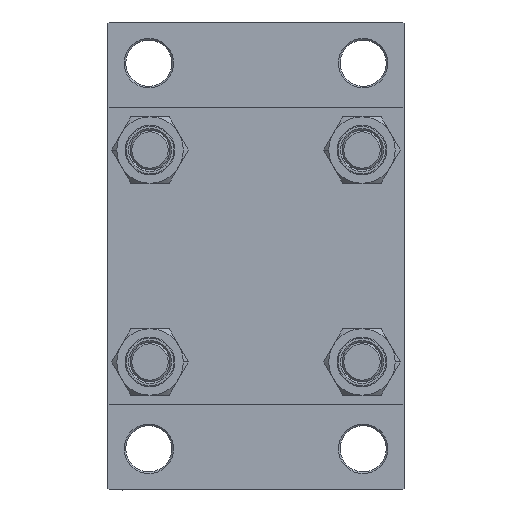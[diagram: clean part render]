
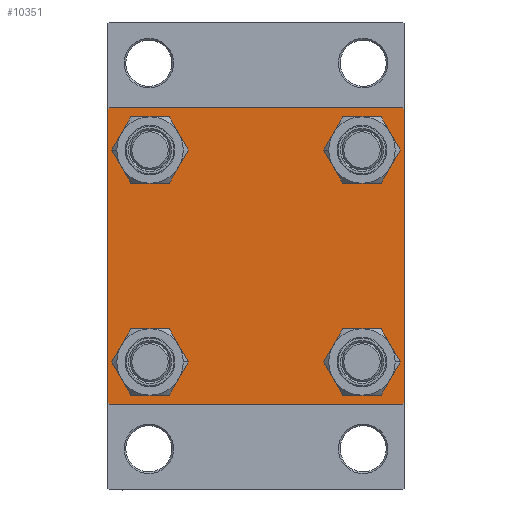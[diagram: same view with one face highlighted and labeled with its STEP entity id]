
A CAD part, left-side view. The second image highlights one B-rep face of the part: STEP entity #10351.
In plain terms, the highlighted planar face has unit normal (-1, 0, 0).
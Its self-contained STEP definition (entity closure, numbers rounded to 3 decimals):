
#174 = CARTESIAN_POINT ( 'NONE',  ( 0., 0., 0. ) ) ;
#587 = DIRECTION ( 'NONE',  ( 0., -1., 0. ) ) ;
#949 = ORIENTED_EDGE ( 'NONE', *, *, #38253, .T. ) ;
#1206 = VERTEX_POINT ( 'NONE', #44422 ) ;
#1502 = ORIENTED_EDGE ( 'NONE', *, *, #2145, .T. ) ;
#1980 = EDGE_LOOP ( 'NONE', ( #16735, #38776, #14937, #1502, #28246, #37623, #29854, #16337 ) ) ;
#2131 = FACE_BOUND ( 'NONE', #46946, .T. ) ;
#2145 = EDGE_CURVE ( 'NONE', #5769, #1206, #8216, .T. ) ;
#2410 = VERTEX_POINT ( 'NONE', #3829 ) ;
#2601 = LINE ( 'NONE', #23827, #29380 ) ;
#2712 = CARTESIAN_POINT ( 'NONE',  ( 0., -32.15, 32.15 ) ) ;
#2864 = CARTESIAN_POINT ( 'NONE',  ( 0., 32.15, -38.65 ) ) ;
#3590 = CIRCLE ( 'NONE', #12054, 6.5 ) ;
#3829 = CARTESIAN_POINT ( 'NONE',  ( 0., 45., -44.5 ) ) ;
#4258 = VERTEX_POINT ( 'NONE', #2864 ) ;
#4529 = VECTOR ( 'NONE', #587, 1000. ) ;
#4656 = CARTESIAN_POINT ( 'NONE',  ( 0., -32.15, 25.65 ) ) ;
#5089 = EDGE_CURVE ( 'NONE', #12451, #19776, #16693, .T. ) ;
#5769 = VERTEX_POINT ( 'NONE', #26752 ) ;
#6232 = CARTESIAN_POINT ( 'NONE',  ( 0., -32.15, -38.65 ) ) ;
#6888 = CARTESIAN_POINT ( 'NONE',  ( 0., -32.15, 38.65 ) ) ;
#8095 = AXIS2_PLACEMENT_3D ( 'NONE', #23756, #18421, #17463 ) ;
#8127 = VERTEX_POINT ( 'NONE', #41948 ) ;
#8216 = LINE ( 'NONE', #22205, #47035 ) ;
#9007 = DIRECTION ( 'NONE',  ( 0., 0., 1. ) ) ;
#9043 = EDGE_CURVE ( 'NONE', #8127, #5769, #15459, .T. ) ;
#9070 = DIRECTION ( 'NONE',  ( 1., 0., 0. ) ) ;
#9105 = EDGE_CURVE ( 'NONE', #30574, #19426, #37143, .T. ) ;
#9412 = EDGE_LOOP ( 'NONE', ( #24204, #44414 ) ) ;
#9960 = EDGE_CURVE ( 'NONE', #21501, #20886, #20019, .T. ) ;
#10351 = ADVANCED_FACE ( 'NONE', ( #27681, #42375, #20458, #2131, #31546 ), #46236, .T. ) ;
#11518 = EDGE_CURVE ( 'NONE', #4258, #41034, #43809, .T. ) ;
#11896 = ORIENTED_EDGE ( 'NONE', *, *, #28913, .T. ) ;
#12054 = AXIS2_PLACEMENT_3D ( 'NONE', #2712, #38878, #14273 ) ;
#12451 = VERTEX_POINT ( 'NONE', #33647 ) ;
#13091 = CARTESIAN_POINT ( 'NONE',  ( 0., 45., 44.5 ) ) ;
#14166 = DIRECTION ( 'NONE',  ( 0., 0., 1. ) ) ;
#14186 = VERTEX_POINT ( 'NONE', #28152 ) ;
#14273 = DIRECTION ( 'NONE',  ( 0., 0., 1. ) ) ;
#14314 = ORIENTED_EDGE ( 'NONE', *, *, #16176, .T. ) ;
#14612 = ORIENTED_EDGE ( 'NONE', *, *, #24085, .T. ) ;
#14811 = VECTOR ( 'NONE', #19544, 1000. ) ;
#14937 = ORIENTED_EDGE ( 'NONE', *, *, #9043, .T. ) ;
#15459 = LINE ( 'NONE', #34494, #14811 ) ;
#15466 = EDGE_CURVE ( 'NONE', #20886, #2410, #42559, .T. ) ;
#15853 = CARTESIAN_POINT ( 'NONE',  ( 0., 44.5, 45. ) ) ;
#16176 = EDGE_CURVE ( 'NONE', #42466, #41337, #38553, .T. ) ;
#16337 = ORIENTED_EDGE ( 'NONE', *, *, #9960, .T. ) ;
#16387 = ORIENTED_EDGE ( 'NONE', *, *, #36255, .T. ) ;
#16487 = DIRECTION ( 'NONE',  ( 1., 0., 0. ) ) ;
#16693 = LINE ( 'NONE', #31630, #28632 ) ;
#16735 = ORIENTED_EDGE ( 'NONE', *, *, #15466, .T. ) ;
#16883 = CARTESIAN_POINT ( 'NONE',  ( 0., -32.15, -32.15 ) ) ;
#17105 = EDGE_CURVE ( 'NONE', #12451, #1206, #2601, .T. ) ;
#17117 = DIRECTION ( 'NONE',  ( 1., 0., 0. ) ) ;
#17463 = DIRECTION ( 'NONE',  ( 0., 0., 1. ) ) ;
#17484 = DIRECTION ( 'NONE',  ( 0., 0., 1. ) ) ;
#18421 = DIRECTION ( 'NONE',  ( 1., 0., 0. ) ) ;
#19426 = VERTEX_POINT ( 'NONE', #6232 ) ;
#19448 = CARTESIAN_POINT ( 'NONE',  ( 0., 32.15, 25.65 ) ) ;
#19544 = DIRECTION ( 'NONE',  ( 0., -1., 0. ) ) ;
#19776 = VERTEX_POINT ( 'NONE', #41741 ) ;
#20019 = LINE ( 'NONE', #38356, #34076 ) ;
#20458 = FACE_BOUND ( 'NONE', #9412, .T. ) ;
#20552 = AXIS2_PLACEMENT_3D ( 'NONE', #27967, #42418, #20738 ) ;
#20738 = DIRECTION ( 'NONE',  ( 0., 0., 1. ) ) ;
#20886 = VERTEX_POINT ( 'NONE', #13091 ) ;
#21501 = VERTEX_POINT ( 'NONE', #15853 ) ;
#21658 = CARTESIAN_POINT ( 'NONE',  ( 0., 32.15, -25.65 ) ) ;
#21997 = VECTOR ( 'NONE', #30893, 1000. ) ;
#22205 = CARTESIAN_POINT ( 'NONE',  ( 0., -44.75, -44.75 ) ) ;
#22281 = DIRECTION ( 'NONE',  ( 0., 0.707, -0.707 ) ) ;
#23038 = AXIS2_PLACEMENT_3D ( 'NONE', #35284, #16487, #46362 ) ;
#23756 = CARTESIAN_POINT ( 'NONE',  ( 0., 32.15, 32.15 ) ) ;
#23827 = CARTESIAN_POINT ( 'NONE',  ( 0., -45., 45. ) ) ;
#24085 = EDGE_CURVE ( 'NONE', #14186, #27603, #30280, .T. ) ;
#24204 = ORIENTED_EDGE ( 'NONE', *, *, #36558, .T. ) ;
#26752 = CARTESIAN_POINT ( 'NONE',  ( 0., -44.5, -45. ) ) ;
#26877 = EDGE_LOOP ( 'NONE', ( #14314, #16387 ) ) ;
#26994 = VECTOR ( 'NONE', #45953, 1000. ) ;
#27466 = CIRCLE ( 'NONE', #20552, 6.5 ) ;
#27603 = VERTEX_POINT ( 'NONE', #19448 ) ;
#27681 = FACE_BOUND ( 'NONE', #26877, .T. ) ;
#27730 = CARTESIAN_POINT ( 'NONE',  ( 0., 44.75, -44.75 ) ) ;
#27967 = CARTESIAN_POINT ( 'NONE',  ( 0., 32.15, -32.15 ) ) ;
#27971 = CARTESIAN_POINT ( 'NONE',  ( 0., -32.15, -25.65 ) ) ;
#28152 = CARTESIAN_POINT ( 'NONE',  ( 0., 32.15, 38.65 ) ) ;
#28246 = ORIENTED_EDGE ( 'NONE', *, *, #17105, .F. ) ;
#28417 = EDGE_LOOP ( 'NONE', ( #41722, #949 ) ) ;
#28573 = CARTESIAN_POINT ( 'NONE',  ( 0., -32.15, -32.15 ) ) ;
#28632 = VECTOR ( 'NONE', #42223, 1000. ) ;
#28913 = EDGE_CURVE ( 'NONE', #27603, #14186, #42738, .T. ) ;
#29380 = VECTOR ( 'NONE', #35386, 1000. ) ;
#29854 = ORIENTED_EDGE ( 'NONE', *, *, #37667, .F. ) ;
#30275 = AXIS2_PLACEMENT_3D ( 'NONE', #174, #36826, #14166 ) ;
#30280 = CIRCLE ( 'NONE', #44125, 6.5 ) ;
#30492 = CARTESIAN_POINT ( 'NONE',  ( 0., 45., 45. ) ) ;
#30574 = VERTEX_POINT ( 'NONE', #27971 ) ;
#30585 = EDGE_CURVE ( 'NONE', #2410, #8127, #35214, .T. ) ;
#30893 = DIRECTION ( 'NONE',  ( 0., -0.707, -0.707 ) ) ;
#30955 = DIRECTION ( 'NONE',  ( 1., 0., 0. ) ) ;
#31546 = FACE_OUTER_BOUND ( 'NONE', #1980, .T. ) ;
#31630 = CARTESIAN_POINT ( 'NONE',  ( 0., -44.75, 44.75 ) ) ;
#33647 = CARTESIAN_POINT ( 'NONE',  ( 0., -45., 44.5 ) ) ;
#34076 = VECTOR ( 'NONE', #22281, 1000. ) ;
#34494 = CARTESIAN_POINT ( 'NONE',  ( 0., 45., -45. ) ) ;
#35214 = LINE ( 'NONE', #27730, #21997 ) ;
#35284 = CARTESIAN_POINT ( 'NONE',  ( 0., 32.15, -32.15 ) ) ;
#35386 = DIRECTION ( 'NONE',  ( 0., 0., -1. ) ) ;
#35505 = CARTESIAN_POINT ( 'NONE',  ( 0., 32.15, 32.15 ) ) ;
#36255 = EDGE_CURVE ( 'NONE', #41337, #42466, #3590, .T. ) ;
#36558 = EDGE_CURVE ( 'NONE', #41034, #4258, #27466, .T. ) ;
#36826 = DIRECTION ( 'NONE',  ( -1., 0., 0. ) ) ;
#37143 = CIRCLE ( 'NONE', #42484, 6.5 ) ;
#37151 = DIRECTION ( 'NONE',  ( 0., -0.707, 0.707 ) ) ;
#37623 = ORIENTED_EDGE ( 'NONE', *, *, #5089, .T. ) ;
#37667 = EDGE_CURVE ( 'NONE', #21501, #19776, #41069, .T. ) ;
#38253 = EDGE_CURVE ( 'NONE', #19426, #30574, #46838, .T. ) ;
#38356 = CARTESIAN_POINT ( 'NONE',  ( 0., 44.75, 44.75 ) ) ;
#38553 = CIRCLE ( 'NONE', #44711, 6.5 ) ;
#38776 = ORIENTED_EDGE ( 'NONE', *, *, #30585, .T. ) ;
#38878 = DIRECTION ( 'NONE',  ( 1., 0., 0. ) ) ;
#41034 = VERTEX_POINT ( 'NONE', #21658 ) ;
#41069 = LINE ( 'NONE', #30492, #4529 ) ;
#41337 = VERTEX_POINT ( 'NONE', #4656 ) ;
#41434 = CARTESIAN_POINT ( 'NONE',  ( 0., 45., 45. ) ) ;
#41722 = ORIENTED_EDGE ( 'NONE', *, *, #9105, .T. ) ;
#41741 = CARTESIAN_POINT ( 'NONE',  ( 0., -44.5, 45. ) ) ;
#41948 = CARTESIAN_POINT ( 'NONE',  ( 0., 44.5, -45. ) ) ;
#42202 = CARTESIAN_POINT ( 'NONE',  ( 0., -32.15, 32.15 ) ) ;
#42223 = DIRECTION ( 'NONE',  ( 0., 0.707, 0.707 ) ) ;
#42375 = FACE_BOUND ( 'NONE', #28417, .T. ) ;
#42418 = DIRECTION ( 'NONE',  ( 1., 0., 0. ) ) ;
#42433 = DIRECTION ( 'NONE',  ( 1., 0., 0. ) ) ;
#42466 = VERTEX_POINT ( 'NONE', #6888 ) ;
#42484 = AXIS2_PLACEMENT_3D ( 'NONE', #16883, #17117, #42900 ) ;
#42559 = LINE ( 'NONE', #41434, #26994 ) ;
#42738 = CIRCLE ( 'NONE', #8095, 6.5 ) ;
#42900 = DIRECTION ( 'NONE',  ( 0., 0., 1. ) ) ;
#43809 = CIRCLE ( 'NONE', #23038, 6.5 ) ;
#44125 = AXIS2_PLACEMENT_3D ( 'NONE', #35505, #30955, #9007 ) ;
#44414 = ORIENTED_EDGE ( 'NONE', *, *, #11518, .T. ) ;
#44422 = CARTESIAN_POINT ( 'NONE',  ( 0., -45., -44.5 ) ) ;
#44711 = AXIS2_PLACEMENT_3D ( 'NONE', #42202, #42433, #45356 ) ;
#45356 = DIRECTION ( 'NONE',  ( 0., 0., 1. ) ) ;
#45953 = DIRECTION ( 'NONE',  ( 0., 0., -1. ) ) ;
#46236 = PLANE ( 'NONE',  #30275 ) ;
#46362 = DIRECTION ( 'NONE',  ( 0., 0., 1. ) ) ;
#46838 = CIRCLE ( 'NONE', #47606, 6.5 ) ;
#46946 = EDGE_LOOP ( 'NONE', ( #14612, #11896 ) ) ;
#47035 = VECTOR ( 'NONE', #37151, 1000. ) ;
#47606 = AXIS2_PLACEMENT_3D ( 'NONE', #28573, #9070, #17484 ) ;
